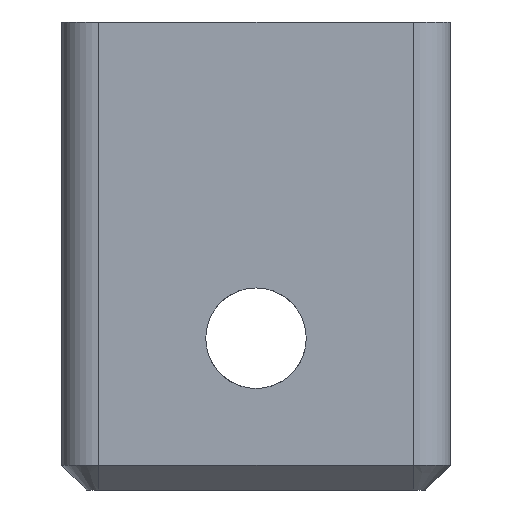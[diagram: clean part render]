
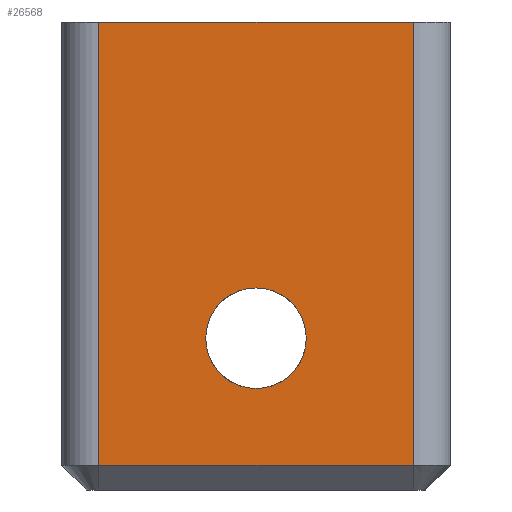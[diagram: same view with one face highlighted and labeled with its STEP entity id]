
A CAD part, front view. The second image highlights one B-rep face of the part: STEP entity #26568.
In plain terms, the highlighted planar face has unit normal (0, -1, 0).
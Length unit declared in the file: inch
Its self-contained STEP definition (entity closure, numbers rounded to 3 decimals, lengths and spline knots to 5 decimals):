
#205 = CARTESIAN_POINT ( 'NONE',  ( -0.3075, -0.8075, -0.74 ) ) ;
#430 = CARTESIAN_POINT ( 'NONE',  ( -0.24844, -0.8075, -0.70063 ) ) ;
#695 = VERTEX_POINT ( 'NONE', #10266 ) ;
#821 = CARTESIAN_POINT ( 'NONE',  ( -0.24844, -0.8075, -0.74 ) ) ;
#1931 = EDGE_LOOP ( 'NONE', ( #8022, #3150 ) ) ;
#2444 = DIRECTION ( 'NONE',  ( 0., 0., -1. ) ) ;
#3150 = ORIENTED_EDGE ( 'NONE', *, *, #30077, .F. ) ;
#3301 = VERTEX_POINT ( 'NONE', #430 ) ;
#3617 = DIRECTION ( 'NONE',  ( 1., 0., 0. ) ) ;
#3935 = ORIENTED_EDGE ( 'NONE', *, *, #4307, .T. ) ;
#4043 = DIRECTION ( 'NONE',  ( 0., -1., 0. ) ) ;
#4307 = EDGE_CURVE ( 'NONE', #7806, #24958, #29230, .T. ) ;
#4785 = CARTESIAN_POINT ( 'NONE',  ( 0.24844, -0.8075, -0.70063 ) ) ;
#5097 = VECTOR ( 'NONE', #19633, 39.37008 ) ;
#5787 = ORIENTED_EDGE ( 'NONE', *, *, #6303, .T. ) ;
#6303 = EDGE_CURVE ( 'NONE', #3301, #7806, #20577, .T. ) ;
#7806 = VERTEX_POINT ( 'NONE', #4785 ) ;
#7820 = VERTEX_POINT ( 'NONE', #14532 ) ;
#8022 = ORIENTED_EDGE ( 'NONE', *, *, #13976, .F. ) ;
#10266 = CARTESIAN_POINT ( 'NONE',  ( 0., -0.8075, -0.5795 ) ) ;
#11420 = VERTEX_POINT ( 'NONE', #30885 ) ;
#11922 = CARTESIAN_POINT ( 'NONE',  ( -0.3075, -0.8075, 0. ) ) ;
#12342 = DIRECTION ( 'NONE',  ( 0., -1., 0. ) ) ;
#12965 = LINE ( 'NONE', #821, #23281 ) ;
#13052 = AXIS2_PLACEMENT_3D ( 'NONE', #30876, #26232, #21413 ) ;
#13204 = CARTESIAN_POINT ( 'NONE',  ( -0.3075, -0.8075, -0.70063 ) ) ;
#13976 = EDGE_CURVE ( 'NONE', #695, #7820, #23796, .T. ) ;
#14236 = EDGE_CURVE ( 'NONE', #11420, #3301, #12965, .T. ) ;
#14532 = CARTESIAN_POINT ( 'NONE',  ( 0., -0.8075, -0.4205 ) ) ;
#15077 = AXIS2_PLACEMENT_3D ( 'NONE', #19053, #4043, #26109 ) ;
#15118 = CARTESIAN_POINT ( 'NONE',  ( 0.24844, -0.8075, 0. ) ) ;
#15235 = FACE_BOUND ( 'NONE', #1931, .T. ) ;
#17056 = AXIS2_PLACEMENT_3D ( 'NONE', #205, #12342, #2444 ) ;
#18134 = EDGE_LOOP ( 'NONE', ( #24614, #5787, #3935, #18589 ) ) ;
#18589 = ORIENTED_EDGE ( 'NONE', *, *, #26153, .F. ) ;
#19053 = CARTESIAN_POINT ( 'NONE',  ( 0., -0.8075, -0.5 ) ) ;
#19633 = DIRECTION ( 'NONE',  ( 0., 0., 1. ) ) ;
#20126 = VECTOR ( 'NONE', #22010, 39.37008 ) ;
#20338 = DIRECTION ( 'NONE',  ( 0., 0., -1. ) ) ;
#20577 = LINE ( 'NONE', #13204, #23118 ) ;
#21413 = DIRECTION ( 'NONE',  ( 0., 0., -1. ) ) ;
#21758 = CIRCLE ( 'NONE', #13052, 0.0795 ) ;
#22010 = DIRECTION ( 'NONE',  ( 1., 0., 0. ) ) ;
#23118 = VECTOR ( 'NONE', #3617, 39.37008 ) ;
#23281 = VECTOR ( 'NONE', #20338, 39.37008 ) ;
#23796 = CIRCLE ( 'NONE', #15077, 0.0795 ) ;
#24377 = FACE_OUTER_BOUND ( 'NONE', #18134, .T. ) ;
#24614 = ORIENTED_EDGE ( 'NONE', *, *, #14236, .T. ) ;
#24958 = VERTEX_POINT ( 'NONE', #15118 ) ;
#26109 = DIRECTION ( 'NONE',  ( 0., 0., -1. ) ) ;
#26153 = EDGE_CURVE ( 'NONE', #11420, #24958, #31137, .T. ) ;
#26232 = DIRECTION ( 'NONE',  ( 0., -1., 0. ) ) ;
#26568 = ADVANCED_FACE ( 'NONE', ( #15235, #24377 ), #29322, .T. ) ;
#27747 = CARTESIAN_POINT ( 'NONE',  ( 0.24844, -0.8075, -0.74 ) ) ;
#29230 = LINE ( 'NONE', #27747, #5097 ) ;
#29322 = PLANE ( 'NONE',  #17056 ) ;
#30077 = EDGE_CURVE ( 'NONE', #7820, #695, #21758, .T. ) ;
#30876 = CARTESIAN_POINT ( 'NONE',  ( 0., -0.8075, -0.5 ) ) ;
#30885 = CARTESIAN_POINT ( 'NONE',  ( -0.24844, -0.8075, 0. ) ) ;
#31137 = LINE ( 'NONE', #11922, #20126 ) ;
